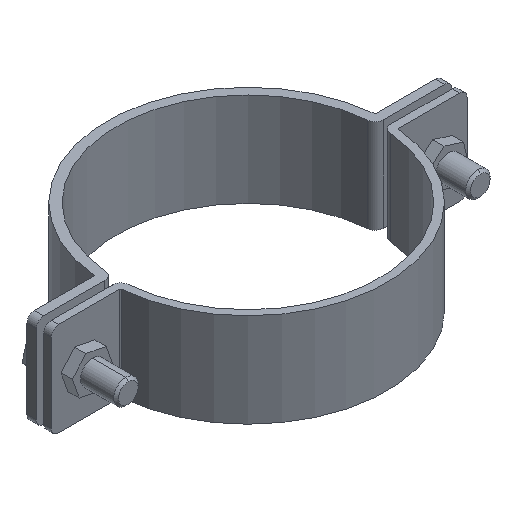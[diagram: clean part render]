
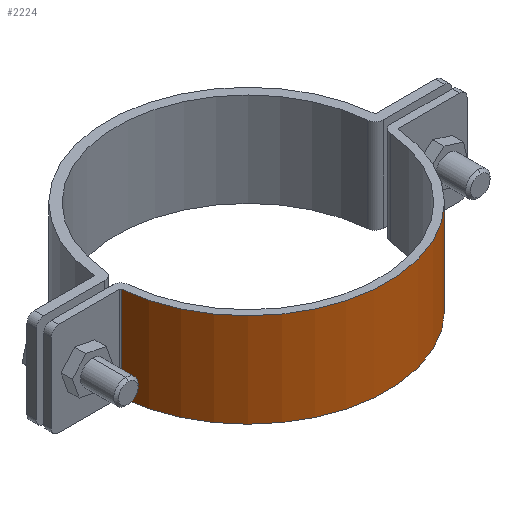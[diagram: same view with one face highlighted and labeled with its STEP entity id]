
A CAD part, isometric view. The second image highlights one B-rep face of the part: STEP entity #2224.
In plain terms, the highlighted cylindrical face has radius 37 mm (diameter 74 mm), a partial arc.
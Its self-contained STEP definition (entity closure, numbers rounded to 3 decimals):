
#48 = VERTEX_POINT ( 'NONE', #2086 ) ;
#132 = CARTESIAN_POINT ( 'NONE',  ( 0., 0., -12.5 ) ) ;
#244 = VERTEX_POINT ( 'NONE', #1158 ) ;
#277 = ORIENTED_EDGE ( 'NONE', *, *, #866, .T. ) ;
#314 = ORIENTED_EDGE ( 'NONE', *, *, #1491, .T. ) ;
#543 = CARTESIAN_POINT ( 'NONE',  ( -36.863, -3.183, 12.5 ) ) ;
#654 = DIRECTION ( 'NONE',  ( 0., 0., -1. ) ) ;
#747 = VERTEX_POINT ( 'NONE', #543 ) ;
#765 = DIRECTION ( 'NONE',  ( 1., 0., 0. ) ) ;
#819 = DIRECTION ( 'NONE',  ( 0., 0., -1. ) ) ;
#866 = EDGE_CURVE ( 'NONE', #747, #244, #2457, .T. ) ;
#1031 = LINE ( 'NONE', #1864, #2591 ) ;
#1119 = EDGE_CURVE ( 'NONE', #747, #48, #1644, .T. ) ;
#1122 = DIRECTION ( 'NONE',  ( -1., 0., 0. ) ) ;
#1158 = CARTESIAN_POINT ( 'NONE',  ( -36.863, -3.183, -12.5 ) ) ;
#1195 = AXIS2_PLACEMENT_3D ( 'NONE', #2354, #654, #1122 ) ;
#1491 = EDGE_CURVE ( 'NONE', #244, #1799, #2248, .T. ) ;
#1495 = CYLINDRICAL_SURFACE ( 'NONE', #1195, 37. ) ;
#1591 = DIRECTION ( 'NONE',  ( 0., 0., 1. ) ) ;
#1644 = CIRCLE ( 'NONE', #2659, 37. ) ;
#1684 = EDGE_CURVE ( 'NONE', #48, #1799, #1031, .T. ) ;
#1799 = VERTEX_POINT ( 'NONE', #2139 ) ;
#1848 = AXIS2_PLACEMENT_3D ( 'NONE', #132, #1591, #2404 ) ;
#1864 = CARTESIAN_POINT ( 'NONE',  ( 36.863, -3.183, 12.5 ) ) ;
#2046 = VECTOR ( 'NONE', #2484, 1000. ) ;
#2067 = EDGE_LOOP ( 'NONE', ( #314, #2199, #2362, #277 ) ) ;
#2086 = CARTESIAN_POINT ( 'NONE',  ( 36.863, -3.183, 12.5 ) ) ;
#2139 = CARTESIAN_POINT ( 'NONE',  ( 36.863, -3.183, -12.5 ) ) ;
#2199 = ORIENTED_EDGE ( 'NONE', *, *, #1684, .F. ) ;
#2224 = ADVANCED_FACE ( 'NONE', ( #2340 ), #1495, .T. ) ;
#2248 = CIRCLE ( 'NONE', #1848, 37. ) ;
#2271 = CARTESIAN_POINT ( 'NONE',  ( -36.863, -3.183, 12.5 ) ) ;
#2340 = FACE_OUTER_BOUND ( 'NONE', #2067, .T. ) ;
#2354 = CARTESIAN_POINT ( 'NONE',  ( 0., 0., 12.5 ) ) ;
#2362 = ORIENTED_EDGE ( 'NONE', *, *, #1119, .F. ) ;
#2404 = DIRECTION ( 'NONE',  ( 1., 0., 0. ) ) ;
#2457 = LINE ( 'NONE', #2271, #2046 ) ;
#2484 = DIRECTION ( 'NONE',  ( 0., 0., -1. ) ) ;
#2591 = VECTOR ( 'NONE', #819, 1000. ) ;
#2606 = CARTESIAN_POINT ( 'NONE',  ( 0., 0., 12.5 ) ) ;
#2651 = DIRECTION ( 'NONE',  ( 0., 0., 1. ) ) ;
#2659 = AXIS2_PLACEMENT_3D ( 'NONE', #2606, #2651, #765 ) ;
